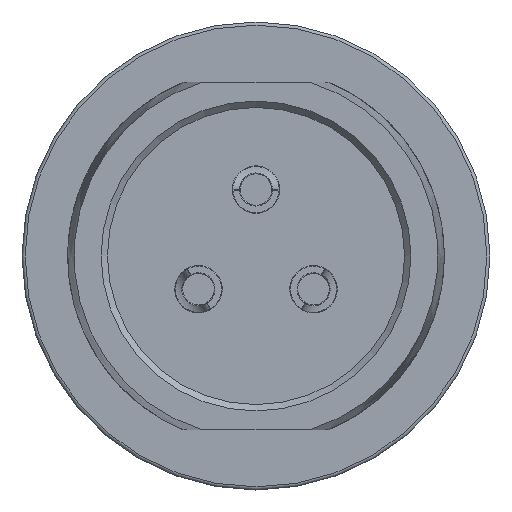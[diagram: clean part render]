
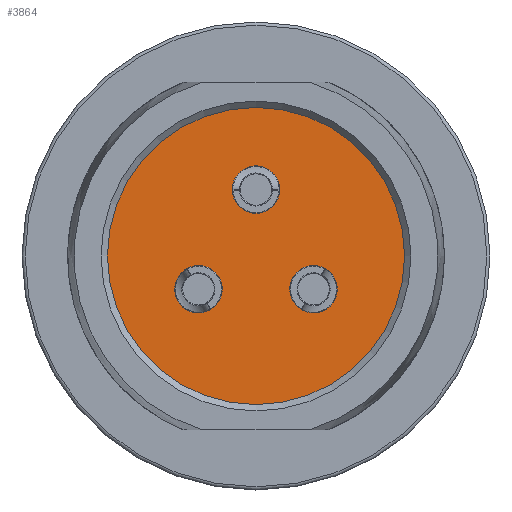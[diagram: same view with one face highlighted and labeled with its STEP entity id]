
A CAD part, front view. The second image highlights one B-rep face of the part: STEP entity #3864.
In plain terms, the highlighted planar face has unit normal (0, -1, 0).
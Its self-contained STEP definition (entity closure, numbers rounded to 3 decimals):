
#163=PLANE('',#4082);
#753=FACE_OUTER_BOUND('',#989,.T.);
#989=EDGE_LOOP('',(#3394));
#1411=CIRCLE('',#4081,4.7);
#1796=VERTEX_POINT('',#16415);
#2335=EDGE_CURVE('',#1796,#1796,#1411,.T.);
#3394=ORIENTED_EDGE('',*,*,#2335,.T.);
#3864=ADVANCED_FACE('',(#753),#163,.T.);
#4081=AXIS2_PLACEMENT_3D('',#16417,#4621,#4622);
#4082=AXIS2_PLACEMENT_3D('',#16418,#4623,#4624);
#4621=DIRECTION('center_axis',(0.,-1.,0.));
#4622=DIRECTION('ref_axis',(1.,0.,0.));
#4623=DIRECTION('center_axis',(0.,-1.,0.));
#4624=DIRECTION('ref_axis',(1.,0.,0.));
#16415=CARTESIAN_POINT('',(-4.7,-9.1,0.));
#16417=CARTESIAN_POINT('Origin',(0.,-9.1,0.));
#16418=CARTESIAN_POINT('Origin',(0.,-9.1,0.));
